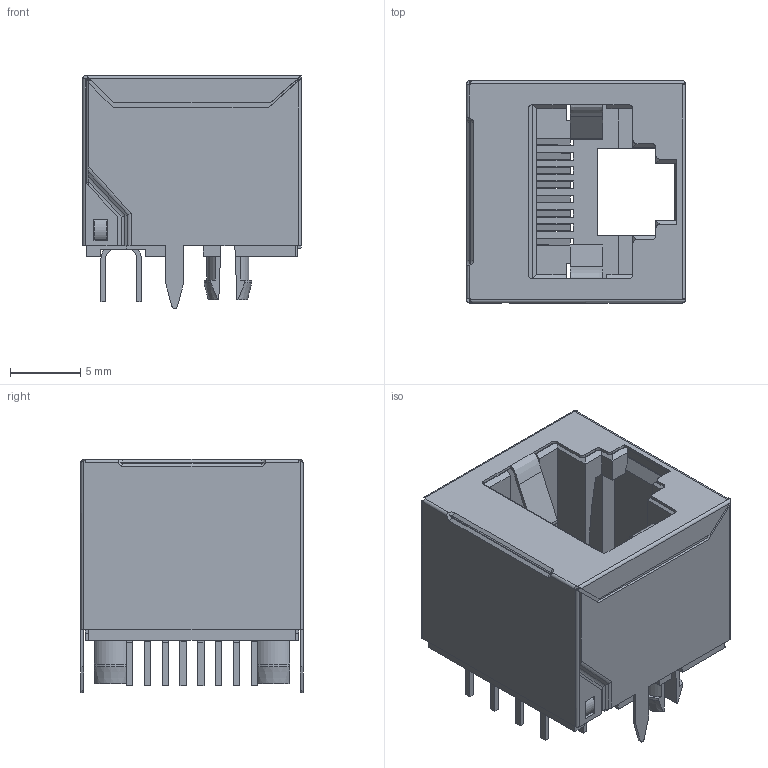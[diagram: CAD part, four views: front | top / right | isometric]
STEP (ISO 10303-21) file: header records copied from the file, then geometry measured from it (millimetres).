
FILE_DESCRIPTION((''),'2;1');
FILE_NAME('KRJ-52F804NL','2022-12-17T10:33:49',('Administrator'),(''),'CREO PARAMETRIC BY PTC INC, 2019010','CREO PARAMETRIC BY PTC INC, 2019010','');
FILE_SCHEMA(('CONFIG_CONTROL_DESIGN'));
Length unit declared in the file: millimetre
Products named in the file (1): KRJ-52F804NL
Bounding box: 15.6 x 15.93 x 16.63 mm (x, y, z)
Volume: 1556.3 mm3; surface area: 4283 mm2
Topology: 1 solids, 1 shells, 628 faces, 1838 edges, 1206 vertices
Faces by surface type: plane 496, cylinder 118, extrusion 6, sphere 4, cone 4
Entity records: 20853 total; most frequent: CARTESIAN_POINT 4063, ORIENTED_EDGE 3668, DIRECTION 3241, EDGE_CURVE 1834, VECTOR 1533, LINE 1527, VERTEX_POINT 1206, AXIS2_PLACEMENT_3D 854
